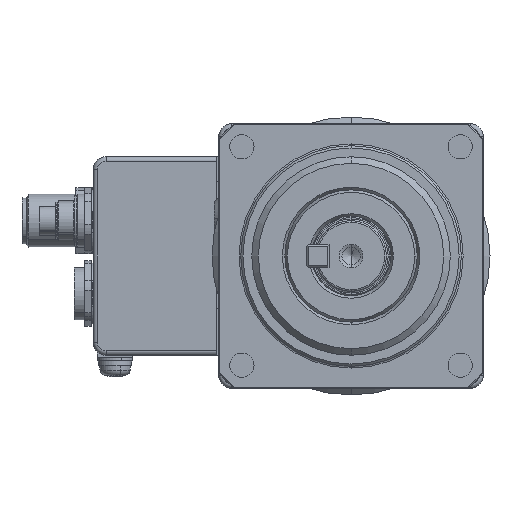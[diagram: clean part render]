
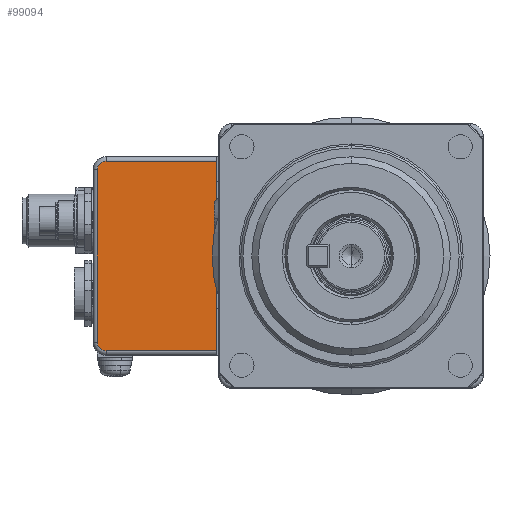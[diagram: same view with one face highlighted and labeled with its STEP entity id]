
A CAD part, left-side view. The second image highlights one B-rep face of the part: STEP entity #99094.
In plain terms, the highlighted planar face has unit normal (-1, 0, 0).
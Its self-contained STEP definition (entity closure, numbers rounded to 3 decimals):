
#3174 = ORIENTED_EDGE ( 'NONE', *, *, #86837, .T. ) ;
#4125 = VECTOR ( 'NONE', #127980, 1000. ) ;
#5735 = VECTOR ( 'NONE', #38275, 1000. ) ;
#6706 = LINE ( 'NONE', #39471, #58797 ) ;
#8176 = VERTEX_POINT ( 'NONE', #33616 ) ;
#13087 = EDGE_CURVE ( 'NONE', #8176, #68605, #46406, .T. ) ;
#17092 = LINE ( 'NONE', #26453, #5735 ) ;
#17423 = DIRECTION ( 'NONE',  ( -1., 0., 0. ) ) ;
#24937 = CARTESIAN_POINT ( 'NONE',  ( -47., 0., 0. ) ) ;
#26453 = CARTESIAN_POINT ( 'NONE',  ( -47., 87.5, 0. ) ) ;
#33616 = CARTESIAN_POINT ( 'NONE',  ( -47., 60.5, -8.5 ) ) ;
#34732 = CARTESIAN_POINT ( 'NONE',  ( -47., 85.5, -51.5 ) ) ;
#37453 = CARTESIAN_POINT ( 'NONE',  ( -47., 85.5, -49.5 ) ) ;
#37575 = CARTESIAN_POINT ( 'NONE',  ( -47., 87.5, -49.5 ) ) ;
#38275 = DIRECTION ( 'NONE',  ( 0., 0., -1. ) ) ;
#38335 = DIRECTION ( 'NONE',  ( 0., 0., -1. ) ) ;
#38339 = CIRCLE ( 'NONE', #113703, 2. ) ;
#39471 = CARTESIAN_POINT ( 'NONE',  ( -47., 0., -51.5 ) ) ;
#44327 = EDGE_CURVE ( 'NONE', #121911, #96850, #53150, .T. ) ;
#45922 = VERTEX_POINT ( 'NONE', #107893 ) ;
#46406 = LINE ( 'NONE', #109231, #4125 ) ;
#53150 = CIRCLE ( 'NONE', #100237, 2. ) ;
#55208 = EDGE_LOOP ( 'NONE', ( #103997, #124693, #3174, #98782, #68835, #94050 ) ) ;
#57288 = DIRECTION ( 'NONE',  ( 1., 0., 0. ) ) ;
#58797 = VECTOR ( 'NONE', #99285, 1000. ) ;
#68269 = PLANE ( 'NONE',  #71737 ) ;
#68605 = VERTEX_POINT ( 'NONE', #86835 ) ;
#68835 = ORIENTED_EDGE ( 'NONE', *, *, #44327, .T. ) ;
#68954 = DIRECTION ( 'NONE',  ( -1., 0., 0. ) ) ;
#70986 = CARTESIAN_POINT ( 'NONE',  ( -47., 60.5, -51.5 ) ) ;
#71737 = AXIS2_PLACEMENT_3D ( 'NONE', #24937, #57288, #130258 ) ;
#77647 = CARTESIAN_POINT ( 'NONE',  ( -47., 85.5, -10.5 ) ) ;
#78084 = EDGE_CURVE ( 'NONE', #96850, #120090, #6706, .T. ) ;
#78646 = LINE ( 'NONE', #99504, #101526 ) ;
#79016 = FACE_OUTER_BOUND ( 'NONE', #55208, .T. ) ;
#80372 = DIRECTION ( 'NONE',  ( 0., 0., -1. ) ) ;
#86835 = CARTESIAN_POINT ( 'NONE',  ( -47., 85.5, -8.5 ) ) ;
#86837 = EDGE_CURVE ( 'NONE', #68605, #45922, #38339, .T. ) ;
#94050 = ORIENTED_EDGE ( 'NONE', *, *, #78084, .T. ) ;
#96850 = VERTEX_POINT ( 'NONE', #34732 ) ;
#98644 = EDGE_CURVE ( 'NONE', #45922, #121911, #17092, .T. ) ;
#98782 = ORIENTED_EDGE ( 'NONE', *, *, #98644, .T. ) ;
#99094 = ADVANCED_FACE ( 'NONE', ( #79016 ), #68269, .F. ) ;
#99285 = DIRECTION ( 'NONE',  ( 0., -1., 0. ) ) ;
#99504 = CARTESIAN_POINT ( 'NONE',  ( -47., 60.5, 0. ) ) ;
#99976 = DIRECTION ( 'NONE',  ( 0., 0., -1. ) ) ;
#100237 = AXIS2_PLACEMENT_3D ( 'NONE', #37453, #17423, #38335 ) ;
#101413 = EDGE_CURVE ( 'NONE', #8176, #120090, #78646, .T. ) ;
#101526 = VECTOR ( 'NONE', #80372, 1000. ) ;
#103997 = ORIENTED_EDGE ( 'NONE', *, *, #101413, .F. ) ;
#107893 = CARTESIAN_POINT ( 'NONE',  ( -47., 87.5, -10.5 ) ) ;
#109231 = CARTESIAN_POINT ( 'NONE',  ( -47., 85.5, -8.5 ) ) ;
#113703 = AXIS2_PLACEMENT_3D ( 'NONE', #77647, #68954, #99976 ) ;
#120090 = VERTEX_POINT ( 'NONE', #70986 ) ;
#121911 = VERTEX_POINT ( 'NONE', #37575 ) ;
#124693 = ORIENTED_EDGE ( 'NONE', *, *, #13087, .T. ) ;
#127980 = DIRECTION ( 'NONE',  ( 0., 1., 0. ) ) ;
#130258 = DIRECTION ( 'NONE',  ( 0., 0., -1. ) ) ;
